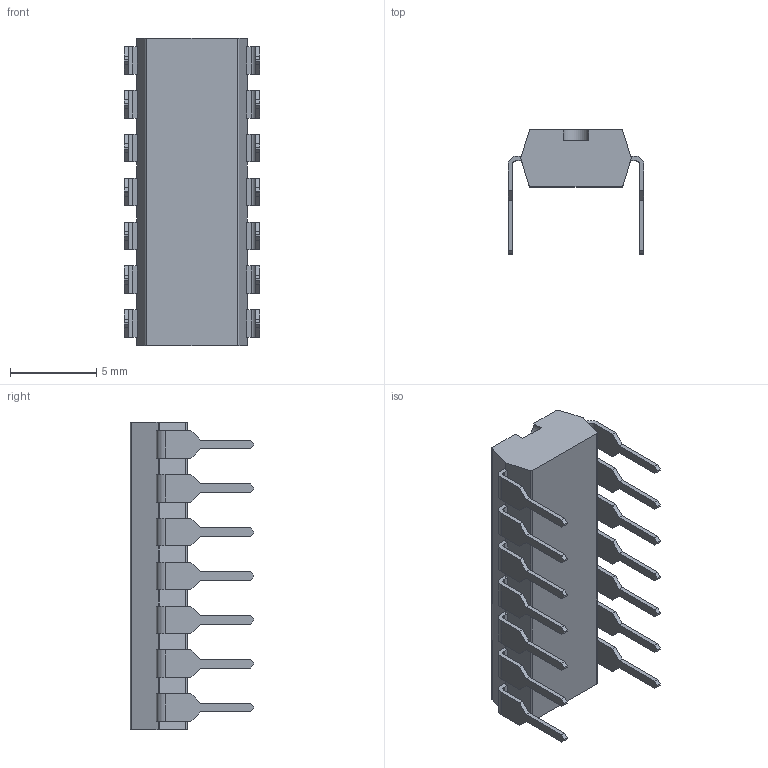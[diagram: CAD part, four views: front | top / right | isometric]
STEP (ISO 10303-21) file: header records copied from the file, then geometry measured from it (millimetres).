
FILE_DESCRIPTION(/* description */ (''),/* implementation_level */ '2;1');
FILE_NAME(/* name */ 'LM339N.step',/* time_stamp */ '2019-09-18T11:42:01-05:00',/* author */ (''),/* organization */ (''),/* preprocessor_version */ 'ST-DEVELOPER v18',/* originating_system */ 'Autodesk Translation Framework v8.6.0.1094',/* authorisation */ '');
FILE_SCHEMA (('AUTOMOTIVE_DESIGN { 1 0 10303 214 3 1 1 }'));
Length unit declared in the file: millimetre
Products named in the file (1): (Unsaved)
Bounding box: 7.87 x 7.17 x 17.78 mm (x, y, z)
Volume: 365.9 mm3; surface area: 555.5 mm2
Topology: 1 solids, 1 shells, 248 faces, 790 edges, 552 vertices
Faces by surface type: plane 198, cylinder 49, sphere 1
Entity records: 10104 total; most frequent: CARTESIAN_POINT 2929, ORIENTED_EDGE 1580, DIRECTION 1350, EDGE_CURVE 790, LINE 654, VECTOR 654, VERTEX_POINT 552, AXIS2_PLACEMENT_3D 348
